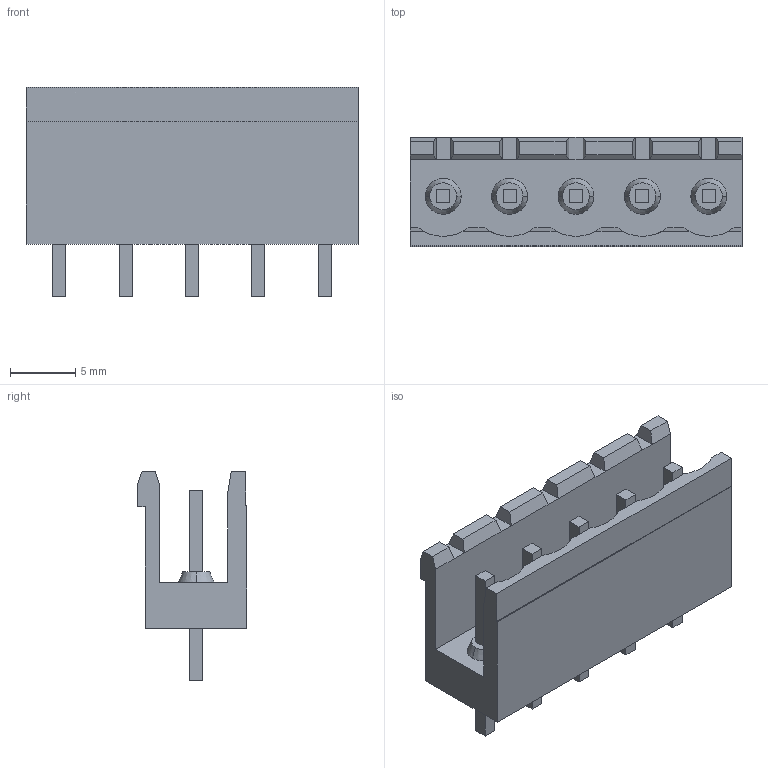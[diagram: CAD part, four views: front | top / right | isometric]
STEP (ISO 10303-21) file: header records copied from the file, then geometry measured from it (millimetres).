
FILE_DESCRIPTION((''),'2;1');
FILE_NAME('C-282825-5','2008-09-11T',('workeradm'),('Tyco Electronics Corporation'),'PRO/ENGINEER BY PARAMETRIC TECHNOLOGY CORPORATION, 2005450','PRO/ENGINEER BY PARAMETRIC TECHNOLOGY CORPORATION, 2005450','');
FILE_SCHEMA(('CONFIG_CONTROL_DESIGN', 'GEOMETRIC_VALIDATION_PROPERTIES_MIM'));
Length unit declared in the file: millimetre
Products named in the file (1): C-282825-5
Bounding box: 25.4 x 8.35 x 16 mm (x, y, z)
Volume: 1250.3 mm3; surface area: 1787 mm2
Topology: 1 solids, 1 shells, 127 faces, 310 edges, 200 vertices
Faces by surface type: plane 112, cone 10, cylinder 5
Entity records: 3783 total; most frequent: CARTESIAN_POINT 658, ORIENTED_EDGE 620, DIRECTION 584, EDGE_CURVE 310, VECTOR 270, LINE 270, VERTEX_POINT 200, AXIS2_PLACEMENT_3D 157
